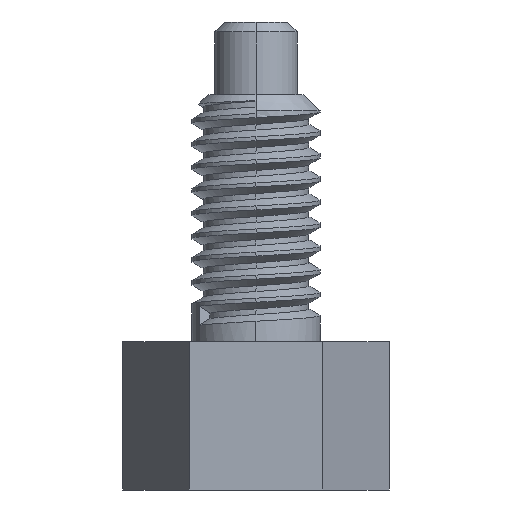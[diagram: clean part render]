
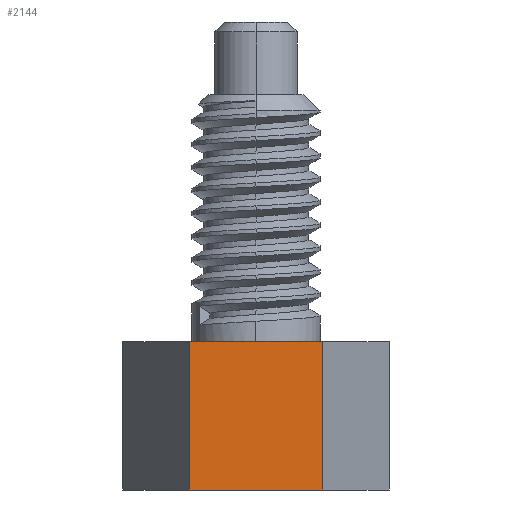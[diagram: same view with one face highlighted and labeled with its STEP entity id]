
A CAD part, left-side view. The second image highlights one B-rep face of the part: STEP entity #2144.
In plain terms, the highlighted planar face has unit normal (-1, 0, 0).
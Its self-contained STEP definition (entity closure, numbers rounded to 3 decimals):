
#56=DIRECTION('',(0.,-1.,0.));
#57=VECTOR('',#56,4.041);
#58=CARTESIAN_POINT('',(-3.5,22.021,0.));
#59=LINE('',#58,#57);
#86=DIRECTION('',(0.,0.,-1.));
#87=VECTOR('',#86,4.5);
#88=CARTESIAN_POINT('',(-3.5,17.979,0.));
#89=LINE('',#88,#87);
#118=DIRECTION('',(0.,-1.,0.));
#119=VECTOR('',#118,4.041);
#120=CARTESIAN_POINT('',(-3.5,22.021,-4.5));
#121=LINE('',#120,#119);
#122=DIRECTION('',(0.,0.,-1.));
#123=VECTOR('',#122,4.5);
#124=CARTESIAN_POINT('',(-3.5,22.021,0.));
#125=LINE('',#124,#123);
#1766=CARTESIAN_POINT('',(-3.5,17.979,0.));
#1768=VERTEX_POINT('',#1766);
#1772=CARTESIAN_POINT('',(-3.5,22.021,0.));
#1773=VERTEX_POINT('',#1772);
#1774=CARTESIAN_POINT('',(-3.5,17.979,-4.5));
#1775=VERTEX_POINT('',#1774);
#1778=CARTESIAN_POINT('',(-3.5,22.021,-4.5));
#1779=VERTEX_POINT('',#1778);
#2133=CARTESIAN_POINT('',(-3.5,17.979,-4.5));
#2134=DIRECTION('',(1.,0.,0.));
#2135=DIRECTION('',(0.,1.,0.));
#2136=AXIS2_PLACEMENT_3D('',#2133,#2134,#2135);
#2137=PLANE('',#2136);
#2138=ORIENTED_EDGE('',*,*,#2044,.T.);
#2139=ORIENTED_EDGE('',*,*,#2072,.T.);
#2140=ORIENTED_EDGE('',*,*,#2102,.F.);
#2141=ORIENTED_EDGE('',*,*,#2126,.F.);
#2142=EDGE_LOOP('',(#2138,#2139,#2140,#2141));
#2143=FACE_OUTER_BOUND('',#2142,.F.);
#2044=EDGE_CURVE('',#1773,#1768,#59,.T.);
#2072=EDGE_CURVE('',#1768,#1775,#89,.T.);
#2102=EDGE_CURVE('',#1779,#1775,#121,.T.);
#2126=EDGE_CURVE('',#1773,#1779,#125,.T.);
#2144=ADVANCED_FACE('',(#2143),#2137,.F.);
